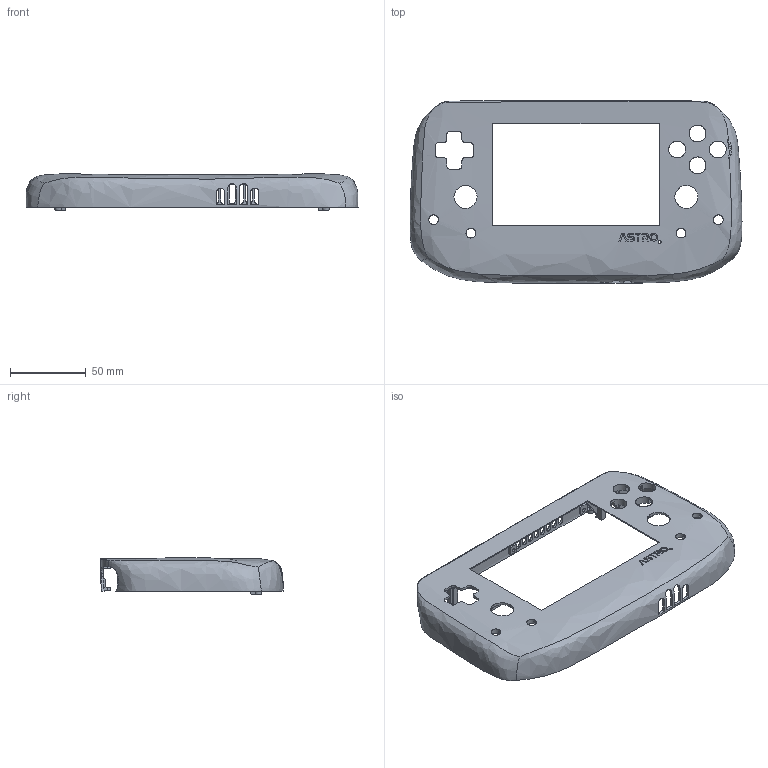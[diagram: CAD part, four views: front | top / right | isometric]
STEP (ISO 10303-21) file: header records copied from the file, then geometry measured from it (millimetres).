
FILE_DESCRIPTION(/* description */ (''),/* implementation_level */ '2;1');
FILE_NAME(/* name */ 'Case Face.step',/* time_stamp */ '2023-06-25T15:45:15-07:00',/* author */ (''),/* organization */ (''),/* preprocessor_version */ 'ST-DEVELOPER v19.2',/* originating_system */ 'Autodesk Translation Framework v12.6.0.85',/* authorisation */ '');
FILE_SCHEMA (('AUTOMOTIVE_DESIGN { 1 0 10303 214 3 1 1 }'));
Products named in the file (1): Case Face
Bounding box: 218.54 x 120 x 24.07 mm (x, y, z)
Volume: 46259.6 mm3; surface area: 61315.3 mm2
Topology: 1 solids, 1 shells, 676 faces, 1912 edges, 1291 vertices
Faces by surface type: plane 418, cylinder 149, bspline 105, cone 4
Full cylindrical faces by diameter (mm): 1.3 x4, 1.75 x12, 2 x5, 2.05 x5, 2.3 x3, 2.9 x1, 4 x5, 5 x13, 6.4 x5, 11.1 x4, 15.2 x2
Entity records: 45464 total; most frequent: CARTESIAN_POINT 29573, ORIENTED_EDGE 3820, DIRECTION 2372, EDGE_CURVE 1910, VERTEX_POINT 1291, LINE 934, VECTOR 934, B_SPLINE_CURVE_WITH_KNOTS 819
